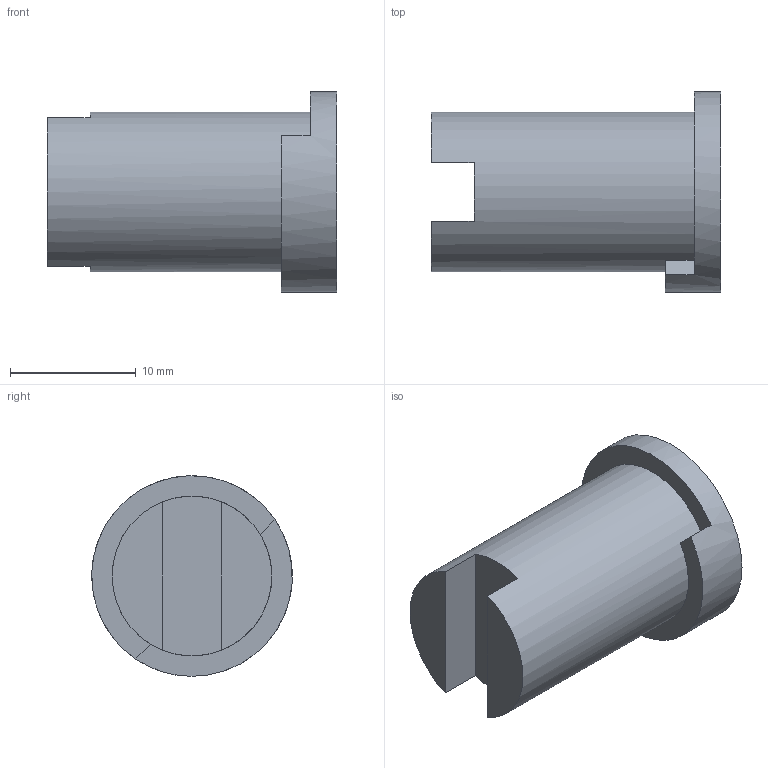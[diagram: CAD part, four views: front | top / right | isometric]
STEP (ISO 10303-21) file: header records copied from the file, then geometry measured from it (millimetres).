
FILE_DESCRIPTION((''),'2;1');
FILE_NAME('Chassis_Serrure_Insert_Clé.stp','2009-02-12T21:12:41',('Alex_Cyril'),(''),'Autodesk Inventor 11','Autodesk Inventor 11','');
FILE_SCHEMA(('AUTOMOTIVE_DESIGN { 1 0 10303 214 1 1 1 1 }'));
Length unit declared in the file: inch
Products named in the file (1): Chassis_Serrure_Insert_Clé
Bounding box: 23 x 15.95 x 15.95 mm (x, y, z)
Volume: 2877.2 mm3; surface area: 1463.8 mm2
Topology: 1 solids, 1 shells, 19 faces, 47 edges, 31 vertices
Faces by surface type: plane 15, cylinder 2, sphere 2
Full cylindrical faces by diameter (mm): 12.7 x1, 15.95 x1
Entity records: 563 total; most frequent: DIRECTION 96, CARTESIAN_POINT 92, ORIENTED_EDGE 86, EDGE_CURVE 43, AXIS2_PLACEMENT_3D 33, VECTOR 30, LINE 30, VERTEX_POINT 29
